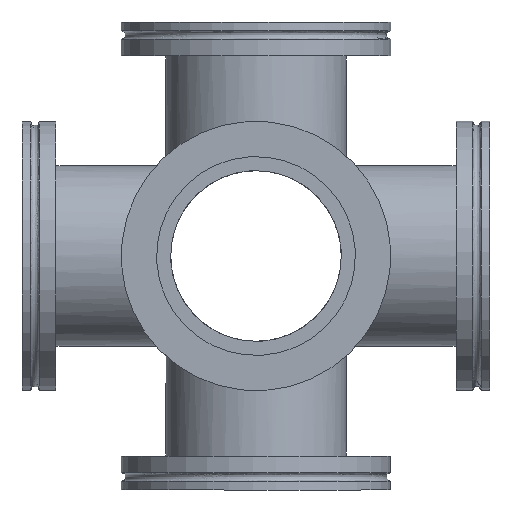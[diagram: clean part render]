
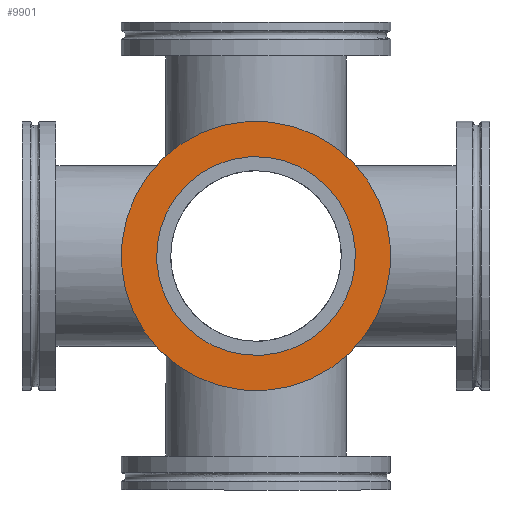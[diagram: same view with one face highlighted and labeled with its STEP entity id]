
A CAD part, left-side view. The second image highlights one B-rep face of the part: STEP entity #9901.
In plain terms, the highlighted face is planar.
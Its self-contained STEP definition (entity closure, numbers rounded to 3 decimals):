
#363 = EDGE_CURVE ( 'NONE', #8929, #8929, #4601, .T. ) ;
#475 = CARTESIAN_POINT ( 'NONE',  ( 0., 11.9, 0. ) ) ;
#742 = VERTEX_POINT ( 'NONE', #5472 ) ;
#973 = PLANE ( 'NONE',  #1111 ) ;
#1111 = AXIS2_PLACEMENT_3D ( 'NONE', #8060, #1706, #1775 ) ;
#1195 = CARTESIAN_POINT ( 'NONE',  ( 0., 11.9, -35.05 ) ) ;
#1706 = DIRECTION ( 'NONE',  ( 0., 1., 0. ) ) ;
#1775 = DIRECTION ( 'NONE',  ( 0., 0., 1. ) ) ;
#2747 = CARTESIAN_POINT ( 'NONE',  ( 0., 11.9, 0. ) ) ;
#3638 = DIRECTION ( 'NONE',  ( 0., 1., 0. ) ) ;
#3864 = EDGE_LOOP ( 'NONE', ( #4634 ) ) ;
#4601 = CIRCLE ( 'NONE', #9581, 35.05 ) ;
#4634 = ORIENTED_EDGE ( 'NONE', *, *, #363, .T. ) ;
#5465 = AXIS2_PLACEMENT_3D ( 'NONE', #475, #3638, #7712 ) ;
#5472 = CARTESIAN_POINT ( 'NONE',  ( 0., 11.9, -47.5 ) ) ;
#5816 = EDGE_CURVE ( 'NONE', #742, #742, #8593, .T. ) ;
#6287 = FACE_OUTER_BOUND ( 'NONE', #7186, .T. ) ;
#6545 = FACE_BOUND ( 'NONE', #3864, .T. ) ;
#6777 = DIRECTION ( 'NONE',  ( 0., -1., 0. ) ) ;
#7186 = EDGE_LOOP ( 'NONE', ( #8423 ) ) ;
#7712 = DIRECTION ( 'NONE',  ( 0., 0., -1. ) ) ;
#8060 = CARTESIAN_POINT ( 'NONE',  ( 47.5, 11.9, 0. ) ) ;
#8423 = ORIENTED_EDGE ( 'NONE', *, *, #5816, .T. ) ;
#8593 = CIRCLE ( 'NONE', #5465, 47.5 ) ;
#8929 = VERTEX_POINT ( 'NONE', #1195 ) ;
#9581 = AXIS2_PLACEMENT_3D ( 'NONE', #2747, #6777, #9916 ) ;
#9901 = ADVANCED_FACE ( 'NONE', ( #6545, #6287 ), #973, .T. ) ;
#9916 = DIRECTION ( 'NONE',  ( 0., 0., -1. ) ) ;
